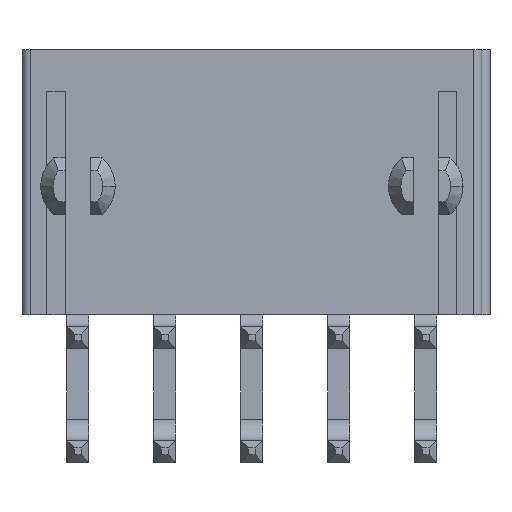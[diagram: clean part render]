
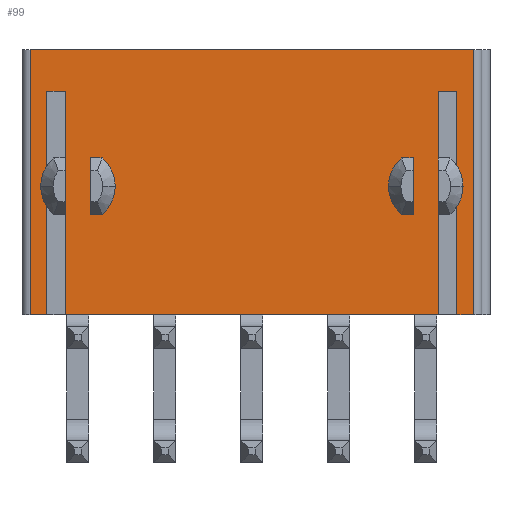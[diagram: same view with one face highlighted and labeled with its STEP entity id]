
A CAD part, front view. The second image highlights one B-rep face of the part: STEP entity #99.
In plain terms, the highlighted planar face has unit normal (0, -1, 0).
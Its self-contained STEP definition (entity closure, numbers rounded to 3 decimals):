
#99=ADVANCED_FACE('',(#504,#505,#506),#507,.T.);
#504=FACE_OUTER_BOUND('',#1258,.T.);
#505=FACE_BOUND('',#1259,.T.);
#506=FACE_BOUND('',#1260,.T.);
#507=PLANE('',#1261);
#1258=EDGE_LOOP('',(#2165,#2166,#2167,#2168,#2169,#2170,#2171,#2172,#2173,#2174,#2175,#2176));
#1259=EDGE_LOOP('',(#2177,#2178,#2179));
#1260=EDGE_LOOP('',(#2180,#2181,#2182));
#1261=AXIS2_PLACEMENT_3D('',#2183,#2184,#2185);
#2165=ORIENTED_EDGE('',*,*,#4833,.F.);
#2166=ORIENTED_EDGE('',*,*,#4834,.F.);
#2167=ORIENTED_EDGE('',*,*,#4835,.T.);
#2168=ORIENTED_EDGE('',*,*,#4758,.T.);
#2169=ORIENTED_EDGE('',*,*,#4832,.F.);
#2170=ORIENTED_EDGE('',*,*,#4836,.F.);
#2171=ORIENTED_EDGE('',*,*,#4837,.T.);
#2172=ORIENTED_EDGE('',*,*,#4838,.F.);
#2173=ORIENTED_EDGE('',*,*,#4839,.T.);
#2174=ORIENTED_EDGE('',*,*,#4840,.F.);
#2175=ORIENTED_EDGE('',*,*,#4841,.T.);
#2176=ORIENTED_EDGE('',*,*,#4842,.F.);
#2177=ORIENTED_EDGE('',*,*,#4843,.T.);
#2178=ORIENTED_EDGE('',*,*,#4844,.T.);
#2179=ORIENTED_EDGE('',*,*,#4739,.T.);
#2180=ORIENTED_EDGE('',*,*,#4845,.T.);
#2181=ORIENTED_EDGE('',*,*,#4751,.T.);
#2182=ORIENTED_EDGE('',*,*,#4846,.T.);
#2183=CARTESIAN_POINT('',(11.1,0.4,0.0));
#2184=DIRECTION('',(0.0,-1.0,0.0));
#2185=DIRECTION('',(0.0,0.0,-1.0));
#4739=EDGE_CURVE('',#5675,#5679,#5681,.T.);
#4751=EDGE_CURVE('',#5703,#5700,#5704,.T.);
#4758=EDGE_CURVE('',#5717,#5715,#5718,.T.);
#4832=EDGE_CURVE('',#5855,#5715,#5857,.T.);
#4833=EDGE_CURVE('',#5858,#5859,#5860,.T.);
#4834=EDGE_CURVE('',#5861,#5858,#5862,.T.);
#4835=EDGE_CURVE('',#5861,#5717,#5863,.T.);
#4836=EDGE_CURVE('',#5864,#5855,#5865,.T.);
#4837=EDGE_CURVE('',#5864,#5866,#5867,.T.);
#4838=EDGE_CURVE('',#5868,#5866,#5869,.T.);
#4839=EDGE_CURVE('',#5868,#5870,#5871,.T.);
#4840=EDGE_CURVE('',#5872,#5870,#5873,.T.);
#4841=EDGE_CURVE('',#5872,#5874,#5875,.T.);
#4842=EDGE_CURVE('',#5859,#5874,#5876,.T.);
#4843=EDGE_CURVE('',#5679,#5877,#5878,.T.);
#4844=EDGE_CURVE('',#5877,#5675,#5879,.T.);
#4845=EDGE_CURVE('',#5880,#5703,#5881,.T.);
#4846=EDGE_CURVE('',#5700,#5880,#5882,.T.);
#5675=VERTEX_POINT('',#7053);
#5679=VERTEX_POINT('',#7058);
#5681=CIRCLE('',#7061,1.5);
#5700=VERTEX_POINT('',#7090);
#5703=VERTEX_POINT('',#7094);
#5704=CIRCLE('',#7095,1.5);
#5715=VERTEX_POINT('',#7109);
#5717=VERTEX_POINT('',#7111);
#5718=LINE('',#7112,#7113);
#5855=VERTEX_POINT('',#7318);
#5857=LINE('',#7320,#7321);
#5858=VERTEX_POINT('',#7322);
#5859=VERTEX_POINT('',#7323);
#5860=LINE('',#7324,#7325);
#5861=VERTEX_POINT('',#7326);
#5862=LINE('',#7327,#7328);
#5863=LINE('',#7329,#7330);
#5864=VERTEX_POINT('',#7331);
#5865=LINE('',#7332,#7333);
#5866=VERTEX_POINT('',#7334);
#5867=LINE('',#7335,#7336);
#5868=VERTEX_POINT('',#7337);
#5869=LINE('',#7338,#7339);
#5870=VERTEX_POINT('',#7340);
#5871=LINE('',#7341,#7342);
#5872=VERTEX_POINT('',#7343);
#5873=LINE('',#7344,#7345);
#5874=VERTEX_POINT('',#7346);
#5875=LINE('',#7347,#7348);
#5876=LINE('',#7349,#7350);
#5877=VERTEX_POINT('',#7351);
#5878=LINE('',#7352,#7353);
#5879=CIRCLE('',#7354,1.5);
#5880=VERTEX_POINT('',#7355);
#5881=LINE('',#7356,#7357);
#5882=CIRCLE('',#7358,1.5);
#7053=CARTESIAN_POINT('',(-6.9,0.4,-6.6));
#7058=CARTESIAN_POINT('',(-7.79,0.4,-7.97));
#7061=AXIS2_PLACEMENT_3D('',#9153,#9154,#9155);
#7090=CARTESIAN_POINT('',(6.9,0.4,-6.6));
#7094=CARTESIAN_POINT('',(7.79,0.4,-7.97));
#7095=AXIS2_PLACEMENT_3D('',#9173,#9174,#9175);
#7109=CARTESIAN_POINT('',(-10.7,0.4,0.0));
#7111=CARTESIAN_POINT('',(10.7,0.4,0.0));
#7112=CARTESIAN_POINT('',(10.7,0.4,0.0));
#7113=VECTOR('',#9188,21.4);
#7318=CARTESIAN_POINT('',(-10.7,0.4,-12.8));
#7320=CARTESIAN_POINT('',(-10.7,0.4,-12.8));
#7321=VECTOR('',#9272,12.8);
#7322=CARTESIAN_POINT('',(9.9,0.4,-12.8));
#7323=CARTESIAN_POINT('',(9.9,0.4,-2.0));
#7324=CARTESIAN_POINT('',(9.9,0.4,-12.8));
#7325=VECTOR('',#9273,10.8);
#7326=CARTESIAN_POINT('',(10.7,0.4,-12.8));
#7327=CARTESIAN_POINT('',(10.7,0.4,-12.8));
#7328=VECTOR('',#9274,0.8);
#7329=CARTESIAN_POINT('',(10.7,0.4,-12.8));
#7330=VECTOR('',#9275,12.8);
#7331=CARTESIAN_POINT('',(-9.9,0.4,-12.8));
#7332=CARTESIAN_POINT('',(-9.9,0.4,-12.8));
#7333=VECTOR('',#9276,0.8);
#7334=CARTESIAN_POINT('',(-9.9,0.4,-2.0));
#7335=CARTESIAN_POINT('',(-9.9,0.4,-12.8));
#7336=VECTOR('',#9277,10.8);
#7337=CARTESIAN_POINT('',(-9.01,0.4,-2.0));
#7338=CARTESIAN_POINT('',(-9.01,0.4,-2.0));
#7339=VECTOR('',#9278,0.89);
#7340=CARTESIAN_POINT('',(-9.01,0.4,-12.8));
#7341=CARTESIAN_POINT('',(-9.01,0.4,-2.0));
#7342=VECTOR('',#9279,10.8);
#7343=CARTESIAN_POINT('',(9.01,0.4,-12.8));
#7344=CARTESIAN_POINT('',(9.01,0.4,-12.8));
#7345=VECTOR('',#9280,18.02);
#7346=CARTESIAN_POINT('',(9.01,0.4,-2.0));
#7347=CARTESIAN_POINT('',(9.01,0.4,-12.8));
#7348=VECTOR('',#9281,10.8);
#7349=CARTESIAN_POINT('',(9.9,0.4,-2.0));
#7350=VECTOR('',#9282,0.89);
#7351=CARTESIAN_POINT('',(-7.79,0.4,-5.23));
#7352=CARTESIAN_POINT('',(-7.79,0.4,-7.97));
#7353=VECTOR('',#9283,2.741);
#7354=AXIS2_PLACEMENT_3D('',#9284,#9285,#9286);
#7355=CARTESIAN_POINT('',(7.79,0.4,-5.23));
#7356=CARTESIAN_POINT('',(7.79,0.4,-5.23));
#7357=VECTOR('',#9287,2.741);
#7358=AXIS2_PLACEMENT_3D('',#9288,#9289,#9290);
#9153=CARTESIAN_POINT('',(-8.4,0.4,-6.6));
#9154=DIRECTION('',(-0.0,1.0,0.0));
#9155=DIRECTION('',(0.407,0.0,0.914));
#9173=CARTESIAN_POINT('',(8.4,0.4,-6.6));
#9174=DIRECTION('',(0.0,1.0,0.0));
#9175=DIRECTION('',(-0.407,0.0,-0.914));
#9188=DIRECTION('',(-1.0,0.0,0.0));
#9272=DIRECTION('',(0.0,0.0,1.0));
#9273=DIRECTION('',(0.0,0.0,1.0));
#9274=DIRECTION('',(-1.0,0.0,0.0));
#9275=DIRECTION('',(0.0,0.0,1.0));
#9276=DIRECTION('',(-1.0,0.0,0.0));
#9277=DIRECTION('',(0.0,0.0,1.0));
#9278=DIRECTION('',(-1.0,0.0,0.0));
#9279=DIRECTION('',(0.0,0.0,-1.0));
#9280=DIRECTION('',(-1.0,0.0,0.0));
#9281=DIRECTION('',(0.0,0.0,1.0));
#9282=DIRECTION('',(-1.0,0.0,0.0));
#9283=DIRECTION('',(0.0,0.0,1.0));
#9284=CARTESIAN_POINT('',(-8.4,0.4,-6.6));
#9285=DIRECTION('',(-0.0,1.0,0.0));
#9286=DIRECTION('',(0.407,0.0,0.914));
#9287=DIRECTION('',(0.0,0.0,-1.0));
#9288=CARTESIAN_POINT('',(8.4,0.4,-6.6));
#9289=DIRECTION('',(0.0,1.0,0.0));
#9290=DIRECTION('',(-0.407,0.0,-0.914));
